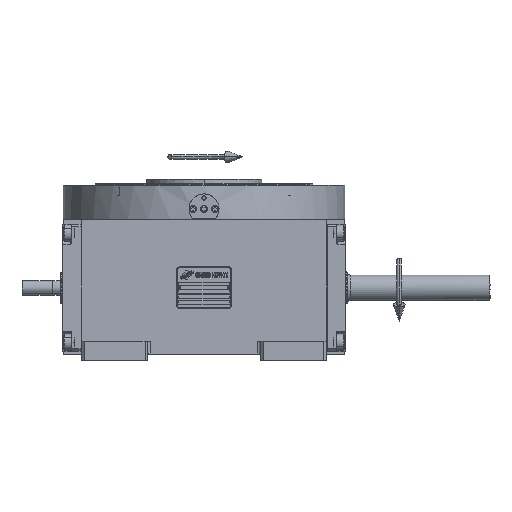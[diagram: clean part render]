
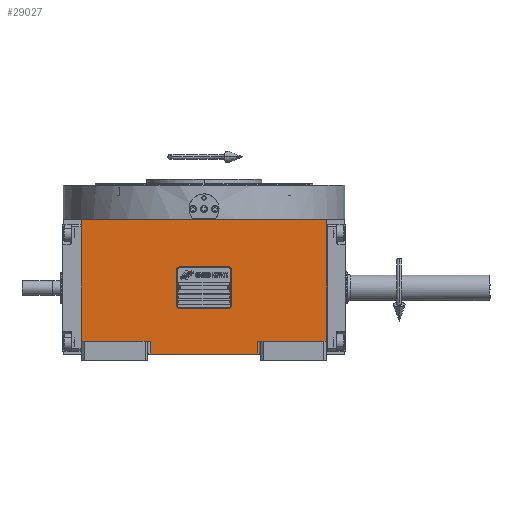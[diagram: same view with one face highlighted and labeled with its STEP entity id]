
A CAD part, top view. The second image highlights one B-rep face of the part: STEP entity #29027.
In plain terms, the highlighted planar face has unit normal (0, 0, 1).
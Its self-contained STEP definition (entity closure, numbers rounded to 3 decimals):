
#2435 = DIRECTION ( 'NONE',  ( 1., 0., 0. ) ) ;
#2824 = CARTESIAN_POINT ( 'NONE',  ( 135., -59., 226. ) ) ;
#3948 = AXIS2_PLACEMENT_3D ( 'NONE', #44246, #35461, #15597 ) ;
#5444 = LINE ( 'NONE', #40286, #54368 ) ;
#5477 = EDGE_CURVE ( 'NONE', #22483, #22088, #5444, .T. ) ;
#11241 = VECTOR ( 'NONE', #40613, 1000. ) ;
#11982 = ORIENTED_EDGE ( 'NONE', *, *, #61247, .T. ) ;
#12639 = EDGE_CURVE ( 'NONE', #42824, #42959, #54581, .T. ) ;
#13228 = ORIENTED_EDGE ( 'NONE', *, *, #59723, .T. ) ;
#13523 = CARTESIAN_POINT ( 'NONE',  ( -135., 75., 226. ) ) ;
#14894 = CARTESIAN_POINT ( 'NONE',  ( -59., -73., 226. ) ) ;
#14995 = LINE ( 'NONE', #45619, #20722 ) ;
#15132 = DIRECTION ( 'NONE',  ( 0., 1., 0. ) ) ;
#15597 = DIRECTION ( 'NONE',  ( 1., 0., 0. ) ) ;
#18367 = LINE ( 'NONE', #63019, #39231 ) ;
#20131 = EDGE_CURVE ( 'NONE', #38519, #37204, #14995, .T. ) ;
#20722 = VECTOR ( 'NONE', #44320, 1000. ) ;
#21031 = VECTOR ( 'NONE', #15132, 1000. ) ;
#21788 = CARTESIAN_POINT ( 'NONE',  ( 135., 75., 226. ) ) ;
#22081 = LINE ( 'NONE', #52382, #53739 ) ;
#22088 = VERTEX_POINT ( 'NONE', #21788 ) ;
#22187 = ORIENTED_EDGE ( 'NONE', *, *, #32774, .T. ) ;
#22483 = VERTEX_POINT ( 'NONE', #2824 ) ;
#24365 = PLANE ( 'NONE',  #3948 ) ;
#25419 = CARTESIAN_POINT ( 'NONE',  ( 59., -59., 226. ) ) ;
#25464 = CARTESIAN_POINT ( 'NONE',  ( -135., -59., 226. ) ) ;
#26888 = EDGE_CURVE ( 'NONE', #52112, #56638, #18367, .T. ) ;
#27916 = CARTESIAN_POINT ( 'NONE',  ( 59., -59., 226. ) ) ;
#29027 = ADVANCED_FACE ( 'NONE', ( #29924 ), #24365, .T. ) ;
#29924 = FACE_OUTER_BOUND ( 'NONE', #60494, .T. ) ;
#32774 = EDGE_CURVE ( 'NONE', #52112, #22483, #56641, .T. ) ;
#33386 = DIRECTION ( 'NONE',  ( 1., 0., 0. ) ) ;
#35418 = DIRECTION ( 'NONE',  ( 0., 1., 0. ) ) ;
#35461 = DIRECTION ( 'NONE',  ( 0., 0., 1. ) ) ;
#37204 = VERTEX_POINT ( 'NONE', #39692 ) ;
#38519 = VERTEX_POINT ( 'NONE', #25464 ) ;
#39231 = VECTOR ( 'NONE', #58468, 1000. ) ;
#39692 = CARTESIAN_POINT ( 'NONE',  ( -135., 75., 226. ) ) ;
#40286 = CARTESIAN_POINT ( 'NONE',  ( 135., -59., 226. ) ) ;
#40535 = CARTESIAN_POINT ( 'NONE',  ( -59., -73., 226. ) ) ;
#40613 = DIRECTION ( 'NONE',  ( 1., 0., 0. ) ) ;
#41011 = ORIENTED_EDGE ( 'NONE', *, *, #20131, .F. ) ;
#42824 = VERTEX_POINT ( 'NONE', #44457 ) ;
#42959 = VERTEX_POINT ( 'NONE', #47002 ) ;
#44246 = CARTESIAN_POINT ( 'NONE',  ( -135., -73., 226. ) ) ;
#44276 = VECTOR ( 'NONE', #2435, 1000. ) ;
#44320 = DIRECTION ( 'NONE',  ( 0., 1., 0. ) ) ;
#44457 = CARTESIAN_POINT ( 'NONE',  ( -59., -73., 226. ) ) ;
#45312 = ORIENTED_EDGE ( 'NONE', *, *, #12639, .F. ) ;
#45619 = CARTESIAN_POINT ( 'NONE',  ( -135., -59., 226. ) ) ;
#47002 = CARTESIAN_POINT ( 'NONE',  ( -59., -59., 226. ) ) ;
#49750 = LINE ( 'NONE', #14894, #11241 ) ;
#52112 = VERTEX_POINT ( 'NONE', #27916 ) ;
#52382 = CARTESIAN_POINT ( 'NONE',  ( -135., -59., 226. ) ) ;
#53739 = VECTOR ( 'NONE', #56661, 1000. ) ;
#54368 = VECTOR ( 'NONE', #35418, 1000. ) ;
#54581 = LINE ( 'NONE', #40535, #21031 ) ;
#56638 = VERTEX_POINT ( 'NONE', #60551 ) ;
#56641 = LINE ( 'NONE', #25419, #44276 ) ;
#56661 = DIRECTION ( 'NONE',  ( 1., 0., 0. ) ) ;
#58003 = ORIENTED_EDGE ( 'NONE', *, *, #5477, .T. ) ;
#58194 = LINE ( 'NONE', #13523, #59875 ) ;
#58468 = DIRECTION ( 'NONE',  ( 0., -1., 0. ) ) ;
#58861 = EDGE_CURVE ( 'NONE', #37204, #22088, #58194, .T. ) ;
#59107 = ORIENTED_EDGE ( 'NONE', *, *, #58861, .F. ) ;
#59723 = EDGE_CURVE ( 'NONE', #38519, #42959, #22081, .T. ) ;
#59875 = VECTOR ( 'NONE', #33386, 1000. ) ;
#60424 = ORIENTED_EDGE ( 'NONE', *, *, #26888, .F. ) ;
#60494 = EDGE_LOOP ( 'NONE', ( #11982, #60424, #22187, #58003, #59107, #41011, #13228, #45312 ) ) ;
#60551 = CARTESIAN_POINT ( 'NONE',  ( 59., -73., 226. ) ) ;
#61247 = EDGE_CURVE ( 'NONE', #42824, #56638, #49750, .T. ) ;
#63019 = CARTESIAN_POINT ( 'NONE',  ( 59., -59., 226. ) ) ;
